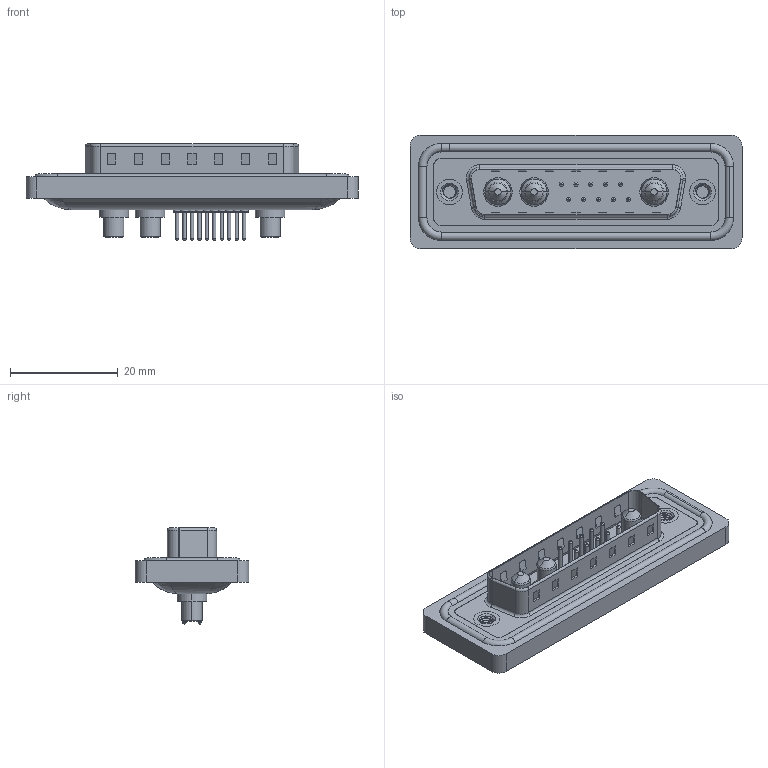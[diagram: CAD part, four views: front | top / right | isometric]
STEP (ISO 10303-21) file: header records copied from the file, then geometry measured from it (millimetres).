
FILE_DESCRIPTION (( 'STEP AP203' ), '1' );
FILE_NAME ('627W13W3224-4NA.STEP', '2024-03-19T20:09:45', ( '' ), ( '' ), 'SwSTEP 2.0', 'SolidWorks 2023', '' );
FILE_SCHEMA (( 'CONFIG_CONTROL_DESIGN' ));
Length unit declared in the file: millimetre
Products named in the file (9): 627Combo Threaded Rivet_A; 627Combo Waterproof Housing_25 Contacts; 627W13W3224-4NA; 627Combo Contact Row 1_24; 627Combo Shell Rear_25 Contacts; Power Pin_40A S; 627Combo Contact Row 2_24; 627Combo Shell Front_25 Contacts; 627Combo Housing_13W3
Assembly tree (19 placements, depth 2):
  627W13W3224-4NA
    627Combo Housing_13W3
    627Combo Waterproof Housing_25 Contacts
    627Combo Shell Rear_25 Contacts
    627Combo Shell Front_25 Contacts
    627Combo Threaded Rivet_A  x2
    Power Pin_40A S  x3
    627Combo Contact Row 1_24  x5
    627Combo Contact Row 2_24  x5
Bounding box: 61.75 x 21.1 x 17.9 mm (x, y, z)
Volume: 7392.3 mm3; surface area: 11905 mm2
Topology: 23 solids, 23 shells, 968 faces, 2205 edges, 1355 vertices
Faces by surface type: cylinder 387, plane 309, torus 230, cone 29, bspline 13
Entity records: 22073 total; most frequent: CARTESIAN_POINT 5415, DIRECTION 3437, ORIENTED_EDGE 3066, EDGE_CURVE 1533, AXIS2_PLACEMENT_3D 1325, VERTEX_POINT 965, LINE 787, VECTOR 787
